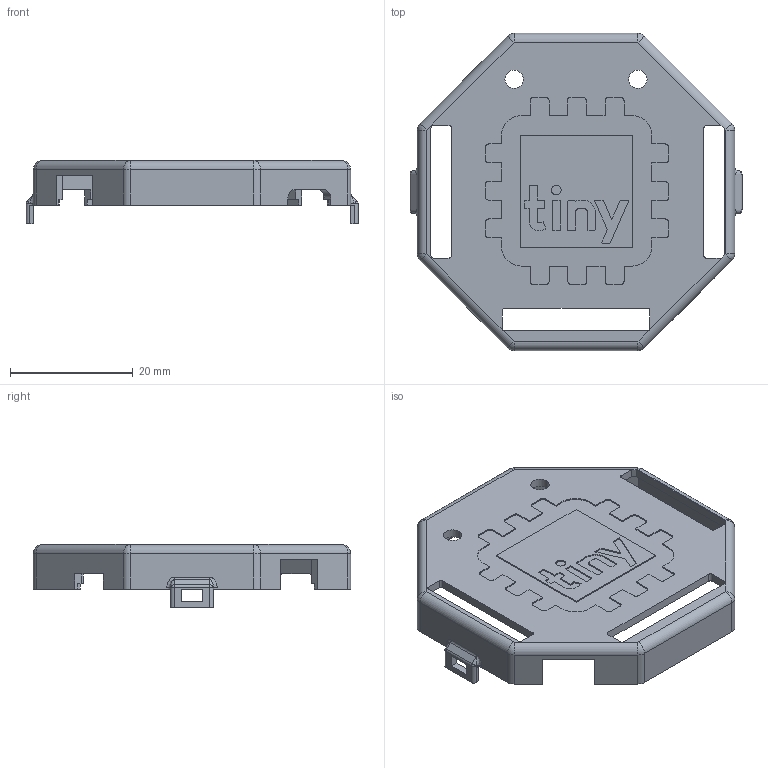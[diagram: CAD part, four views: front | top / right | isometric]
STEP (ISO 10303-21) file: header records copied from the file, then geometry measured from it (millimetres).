
FILE_DESCRIPTION (( 'STEP AP214' ), '1' );
FILE_NAME ('Enclosure-Top.STEP', '2025-03-22T21:50:33', ( '' ), ( '' ), 'SwSTEP 2.0', 'SolidWorks 2023', '' );
FILE_SCHEMA (( 'AUTOMOTIVE_DESIGN' ));
Length unit declared in the file: millimetre
Products named in the file (1): Enclosure-Top
Bounding box: 54.2 x 51.8 x 10.3 mm (x, y, z)
Volume: 3802.1 mm3; surface area: 6306.8 mm2
Topology: 1 solids, 1 shells, 337 faces, 953 edges, 613 vertices
Faces by surface type: plane 215, bspline 62, cylinder 48, sphere 12
Entity records: 11144 total; most frequent: CARTESIAN_POINT 2793, ORIENTED_EDGE 1890, DIRECTION 1465, EDGE_CURVE 945, LINE 727, VECTOR 727, VERTEX_POINT 613, AXIS2_PLACEMENT_3D 369
